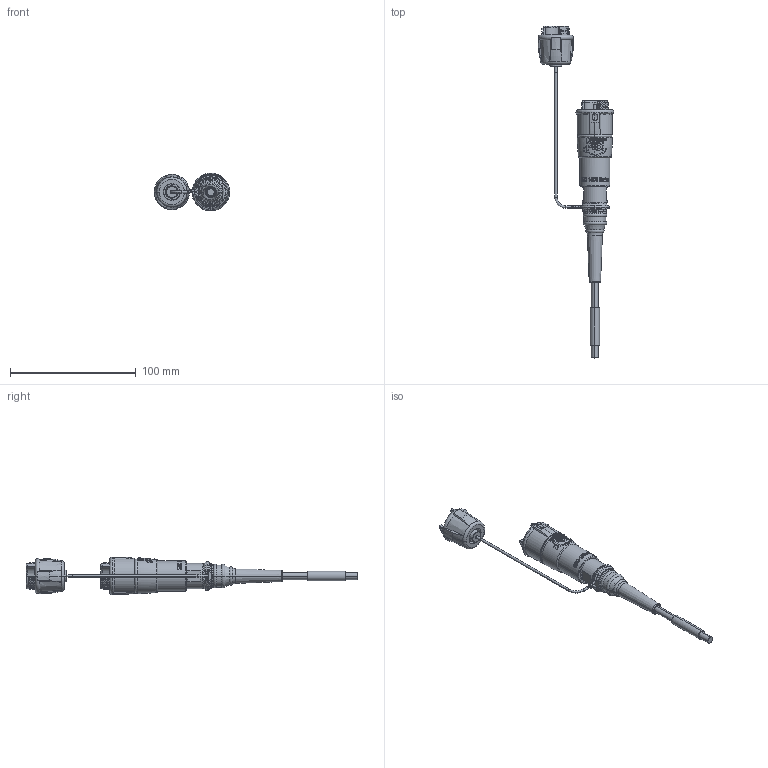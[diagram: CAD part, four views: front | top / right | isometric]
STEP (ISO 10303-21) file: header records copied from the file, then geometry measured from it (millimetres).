
FILE_DESCRIPTION (( 'STEP AP214' ), '1' );
FILE_NAME ('NKO2M3-FX_Step_01.STEP', '2021-06-15T12:58:06', ( '' ), ( '' ), 'SwSTEP 2.0', 'SolidWorks 2020', '' );
FILE_SCHEMA (( 'AUTOMOTIVE_DESIGN' ));
Length unit declared in the file: millimetre
Products named in the file (1): NKO2M3-FX_Step_01
Bounding box: 60 x 263.65 x 29.94 mm (x, y, z)
Volume: 56940.2 mm3; surface area: 27844.9 mm2
Topology: 7 solids, 8 shells, 1091 faces, 2848 edges, 1857 vertices
Faces by surface type: bspline 428, plane 316, cylinder 206, torus 83, cone 54, sphere 4
Entity records: 68370 total; most frequent: CARTESIAN_POINT 44370, ORIENTED_EDGE 5692, DIRECTION 3347, EDGE_CURVE 2846, VERTEX_POINT 1857, B_SPLINE_CURVE_WITH_KNOTS 1310, AXIS2_PLACEMENT_3D 1297, EDGE_LOOP 1187
